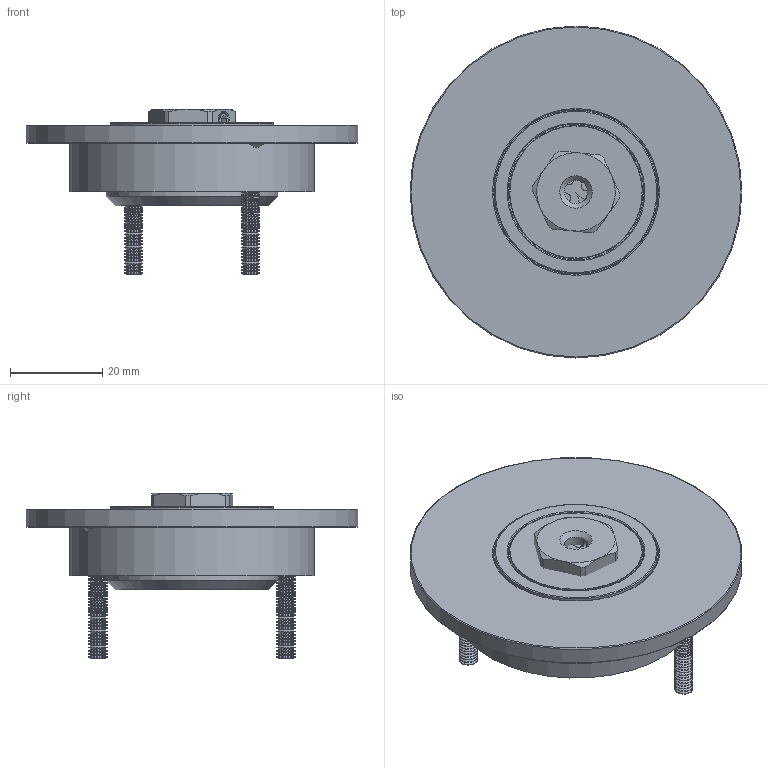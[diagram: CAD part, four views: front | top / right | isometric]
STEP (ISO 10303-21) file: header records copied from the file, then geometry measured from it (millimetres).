
FILE_DESCRIPTION(/* description */ ('Unknown'),/* implementation_level */ '2;1');
FILE_NAME(/* name */ 'CB7PB068',/* time_stamp */ '2020-03-20T16:49:50+01:00',/* author */ ('Unknown'),/* organization */ ('Unknown'),/* preprocessor_version */ 'ST-DEVELOPER v16.7',/* originating_system */ 'DEX',/* authorisation */ $);
FILE_SCHEMA (('AUTOMOTIVE_DESIGN {1 0 10303 214 3 1 1}'));
Length unit declared in the file: millimetre
Products named in the file (15): CB7PB068EXT; 0K4.000.01.00C_20; 0K4.000.01.00C_21; 0K4.000.01.00C_22; 0K4.000.01.00C_23; 0K4.000.01.00C_24; 0K4.000.01.00C_25; 0K4.000.01.00C_26; 0K4.000.01.00C_27; 0K4.000.01.00C_28; 0K4.000.01.00C_29; 0K4.000.01.00C_30; 0K4.000.01.00C_31; 0K4.700.01.00C_33; 0K4.000.01.00C_8
Assembly tree (16 placements, depth 2):
  CB7PB068EXT
    0K4.000.01.00C_20
    0K4.000.01.00C_21
    0K4.000.01.00C_22
    0K4.000.01.00C_23
    0K4.000.01.00C_24
    0K4.000.01.00C_25
    0K4.000.01.00C_26
    0K4.000.01.00C_27
    0K4.000.01.00C_28
    0K4.000.01.00C_29
    0K4.000.01.00C_30  x2
    0K4.000.01.00C_31  x2
    0K4.700.01.00C_33
    0K4.000.01.00C_8
Bounding box: 72 x 72 x 35.95 mm (x, y, z)
Volume: 40367.8 mm3; surface area: 40394.5 mm2
Topology: 16 solids, 16 shells, 783 faces, 1838 edges, 1105 vertices
Faces by surface type: cone 346, cylinder 243, plane 166, torus 28
Full cylindrical faces by diameter (mm): 2.9 x1, 3 x1, 3.242 x1, 4 x136, 4.2 x2, 5 x1, 8.4 x4, 15 x1, 21.7 x1, 25 x2, 26.2 x1, 28.9 x1, 29.4 x1, 29.5 x1, 29.7 x1, 31.5 x1, 31.6 x1, 32.1 x1, 33.4 x1, 33.5 x1, 33.6 x1, 34.7 x1, 34.8 x1, 35 x1, 35.4 x1, 35.8 x2, 36 x1, 37.3 x2, 37.5 x1, 38 x2
Entity records: 14515 total; most frequent: DIRECTION 2450, CARTESIAN_POINT 2344, ORIENTED_EDGE 1758, AXIS2_PLACEMENT_3D 1083, FACE_BOUND 884, EDGE_LOOP 880, EDGE_CURVE 879, VERTEX_POINT 685
